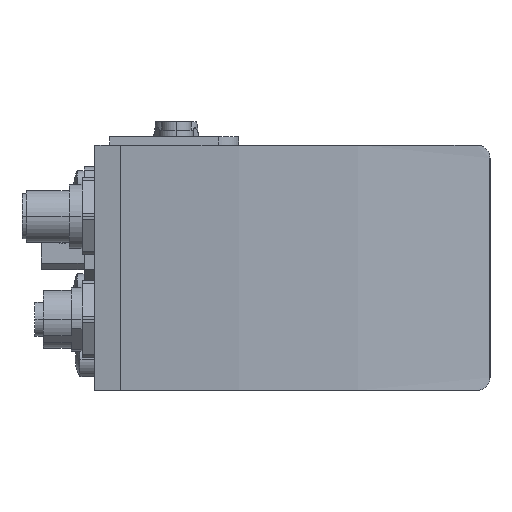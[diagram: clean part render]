
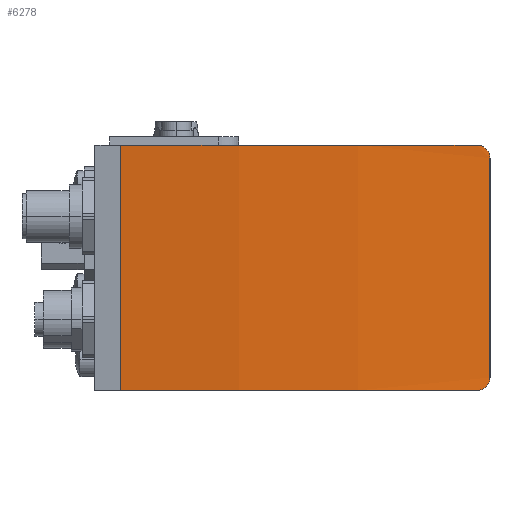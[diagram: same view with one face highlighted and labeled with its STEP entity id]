
A CAD part, left-side view. The second image highlights one B-rep face of the part: STEP entity #6278.
In plain terms, the highlighted cylindrical face has radius 300 mm (diameter 600 mm), a partial arc.
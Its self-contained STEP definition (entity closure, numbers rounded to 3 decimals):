
#6278=ADVANCED_FACE('',(#11893),#11894,.T.);
#6294=VERTEX_POINT('',#11917);
#6296=VERTEX_POINT('',#11919);
#6298=EDGE_CURVE('',#6294,#6296,#11921,.T.);
#6300=VERTEX_POINT('',#11923);
#6302=EDGE_CURVE('',#6300,#6294,#11925,.T.);
#6304=VERTEX_POINT('',#11927);
#6306=EDGE_CURVE('',#6304,#6300,#11929,.T.);
#6308=VERTEX_POINT('',#11931);
#6310=EDGE_CURVE('',#6308,#6304,#11933,.T.);
#6312=VERTEX_POINT('',#11935);
#6314=EDGE_CURVE('',#6312,#6308,#11937,.T.);
#6316=EDGE_CURVE('',#6296,#6312,#11939,.T.);
#11893=FACE_OUTER_BOUND('',#19303,.T.);
#11894=CYLINDRICAL_SURFACE('',#19304,300.0);
#11917=CARTESIAN_POINT('',(-4.808,-25.6,28.6));
#11919=CARTESIAN_POINT('',(-4.388,-28.6,25.6));
#11921=B_SPLINE_CURVE_WITH_KNOTS('',3,(#19332,#19333,#19334,#19335,#19336,#19337,#19338,#19339,#19340,#19341,#19342,#19343,#19344,#19345,#19346,#19347,#19348,#19349),.UNSPECIFIED.,.F.,.F.,(4,2,2,2,2,2,2,2,4),(4.539,5.11,5.681,6.252,6.822,7.387,7.952,8.517,9.082),.UNSPECIFIED.);
#11923=CARTESIAN_POINT('',(-4.388,57.6,28.6));
#11925=CIRCLE('',#19354,300.0);
#11927=CARTESIAN_POINT('',(-4.388,57.6,-28.6));
#11929=LINE('',#19359,#19360);
#11931=CARTESIAN_POINT('',(-4.808,-25.6,-28.6));
#11933=CIRCLE('',#19365,300.0);
#11935=CARTESIAN_POINT('',(-4.388,-28.6,-25.6));
#11937=B_SPLINE_CURVE_WITH_KNOTS('',3,(#19370,#19371,#19372,#19373,#19374,#19375,#19376,#19377,#19378,#19379,#19380,#19381,#19382,#19383,#19384,#19385,#19386,#19387),.UNSPECIFIED.,.F.,.F.,(4,2,2,2,2,2,2,2,4),(9.082,9.648,10.214,10.78,11.346,11.916,12.485,13.054,13.624),.UNSPECIFIED.);
#11939=LINE('',#19390,#19391);
#19303=EDGE_LOOP('',(#26575,#26576,#26577,#26578,#26579,#26580));
#19304=AXIS2_PLACEMENT_3D('',#26581,#26582,#26583);
#19332=CARTESIAN_POINT('',(-4.808,-25.6,28.6));
#19333=CARTESIAN_POINT('',(-4.782,-25.789,28.6));
#19334=CARTESIAN_POINT('',(-4.756,-25.984,28.582));
#19335=CARTESIAN_POINT('',(-4.703,-26.372,28.506));
#19336=CARTESIAN_POINT('',(-4.676,-26.565,28.448));
#19337=CARTESIAN_POINT('',(-4.625,-26.935,28.294));
#19338=CARTESIAN_POINT('',(-4.6,-27.112,28.198));
#19339=CARTESIAN_POINT('',(-4.554,-27.441,27.977));
#19340=CARTESIAN_POINT('',(-4.532,-27.592,27.851));
#19341=CARTESIAN_POINT('',(-4.495,-27.858,27.585));
#19342=CARTESIAN_POINT('',(-4.477,-27.982,27.435));
#19343=CARTESIAN_POINT('',(-4.446,-28.201,27.108));
#19344=CARTESIAN_POINT('',(-4.432,-28.296,26.931));
#19345=CARTESIAN_POINT('',(-4.41,-28.448,26.562));
#19346=CARTESIAN_POINT('',(-4.401,-28.506,26.37));
#19347=CARTESIAN_POINT('',(-4.39,-28.582,25.983));
#19348=CARTESIAN_POINT('',(-4.388,-28.6,25.788));
#19349=CARTESIAN_POINT('',(-4.388,-28.6,25.6));
#19354=AXIS2_PLACEMENT_3D('',#26642,#26643,#26644);
#19359=CARTESIAN_POINT('',(-4.388,57.6,0.0));
#19360=VECTOR('',#26645,1.0);
#19365=AXIS2_PLACEMENT_3D('',#26646,#26647,#26648);
#19370=CARTESIAN_POINT('',(-4.388,-28.6,-25.6));
#19371=CARTESIAN_POINT('',(-4.388,-28.6,-25.789));
#19372=CARTESIAN_POINT('',(-4.39,-28.582,-25.984));
#19373=CARTESIAN_POINT('',(-4.402,-28.506,-26.372));
#19374=CARTESIAN_POINT('',(-4.41,-28.448,-26.565));
#19375=CARTESIAN_POINT('',(-4.432,-28.294,-26.934));
#19376=CARTESIAN_POINT('',(-4.446,-28.199,-27.111));
#19377=CARTESIAN_POINT('',(-4.477,-27.979,-27.438));
#19378=CARTESIAN_POINT('',(-4.495,-27.854,-27.589));
#19379=CARTESIAN_POINT('',(-4.533,-27.588,-27.855));
#19380=CARTESIAN_POINT('',(-4.554,-27.437,-27.98));
#19381=CARTESIAN_POINT('',(-4.601,-27.109,-28.2));
#19382=CARTESIAN_POINT('',(-4.625,-26.932,-28.296));
#19383=CARTESIAN_POINT('',(-4.677,-26.562,-28.449));
#19384=CARTESIAN_POINT('',(-4.703,-26.37,-28.506));
#19385=CARTESIAN_POINT('',(-4.756,-25.983,-28.582));
#19386=CARTESIAN_POINT('',(-4.783,-25.788,-28.6));
#19387=CARTESIAN_POINT('',(-4.808,-25.6,-28.6));
#19390=CARTESIAN_POINT('',(-4.388,-28.6,0.0));
#19391=VECTOR('',#26649,1.0);
#26575=ORIENTED_EDGE('',*,*,#6298,.F.);
#26576=ORIENTED_EDGE('',*,*,#6302,.F.);
#26577=ORIENTED_EDGE('',*,*,#6306,.F.);
#26578=ORIENTED_EDGE('',*,*,#6310,.F.);
#26579=ORIENTED_EDGE('',*,*,#6314,.F.);
#26580=ORIENTED_EDGE('',*,*,#6316,.F.);
#26581=CARTESIAN_POINT('',(292.5,14.5,28.6));
#26582=DIRECTION('',(0.0,-0.0,-1.0));
#26583=DIRECTION('',(-0.99,-0.144,0.0));
#26642=CARTESIAN_POINT('',(292.5,14.5,28.6));
#26643=DIRECTION('',(0.0,0.0,1.0));
#26644=DIRECTION('',(-0.99,-0.144,0.0));
#26645=DIRECTION('',(0.0,0.0,1.0));
#26646=CARTESIAN_POINT('',(292.5,14.5,-28.6));
#26647=DIRECTION('',(-0.0,0.0,-1.0));
#26648=DIRECTION('',(-0.99,-0.144,0.0));
#26649=DIRECTION('',(0.0,0.0,-1.0));
